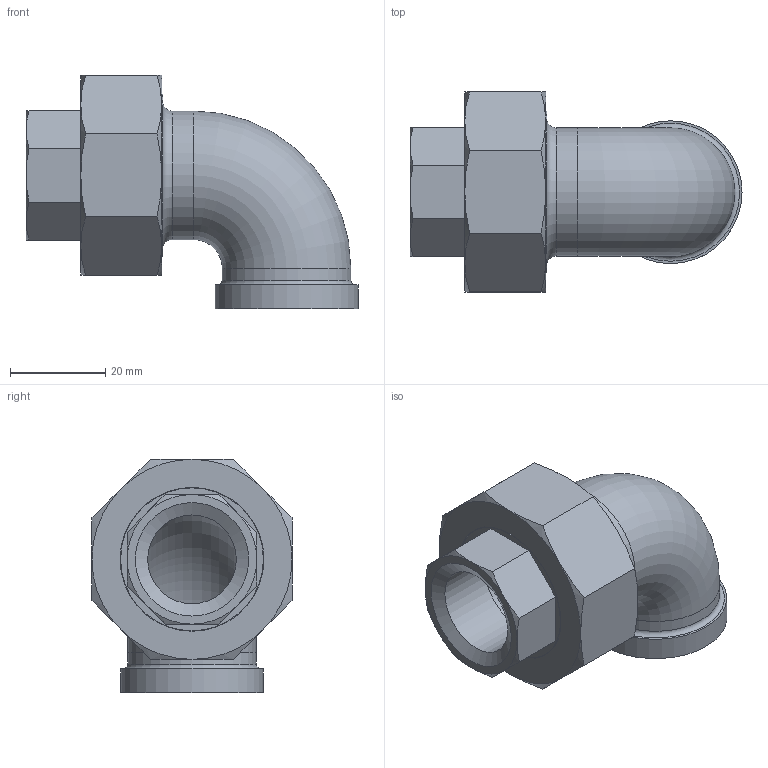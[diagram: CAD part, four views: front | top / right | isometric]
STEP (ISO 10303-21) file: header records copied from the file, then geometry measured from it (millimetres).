
FILE_DESCRIPTION(/* description */ (''),/* implementation_level */ '2;1');
FILE_NAME(/* name */ '3D_R511-DN15_171921100.stp',/* time_stamp */ '2021-07-20T10:29:31+02:00',/* author */ ('cad'),/* organization */ (''),/* preprocessor_version */ 'ST-DEVELOPER v18.1',/* originating_system */ 'Autodesk Inventor 2022',/* authorisation */ '');
FILE_SCHEMA (('AUTOMOTIVE_DESIGN { 1 0 10303 214 3 1 1 }'));
Length unit declared in the file: millimetre
Products named in the file (4): 3D_R511-DN15_171921100; Mutter-DN15; Einschraubteil-DN15; Einlegeteil-R511-DN15
Assembly tree (3 placements, depth 2):
  3D_R511-DN15_171921100
    Mutter-DN15
    Einschraubteil-DN15
    Einlegeteil-R511-DN15
Bounding box: 69.7 x 42 x 49 mm (x, y, z)
Volume: 32614 mm3; surface area: 19596.5 mm2
Topology: 3 solids, 3 shells, 77 faces, 167 edges, 103 vertices
Faces by surface type: cone 30, plane 29, cylinder 12, torus 5, bspline 1
Full cylindrical faces by diameter (mm): 18.631 x2, 19.7 x1, 23 x1, 27 x2, 30 x2, 30.2 x1, 33.5 x1, 33.835 x1, 36 x1
Entity records: 2571 total; most frequent: CARTESIAN_POINT 812, DIRECTION 355, ORIENTED_EDGE 334, EDGE_CURVE 167, AXIS2_PLACEMENT_3D 156, VERTEX_POINT 103, EDGE_LOOP 90, FACE_OUTER_BOUND 77
